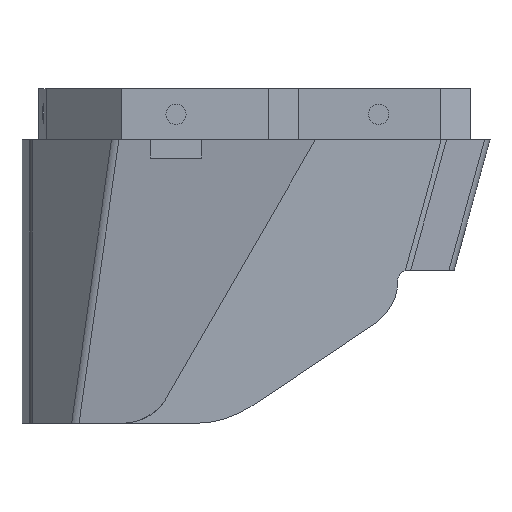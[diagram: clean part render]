
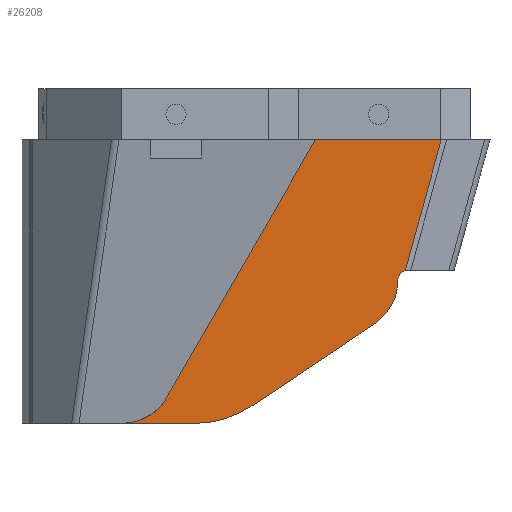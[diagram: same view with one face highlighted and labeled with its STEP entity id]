
A CAD part, left-side view. The second image highlights one B-rep face of the part: STEP entity #26208.
In plain terms, the highlighted planar face has unit normal (-1, 0, 0).
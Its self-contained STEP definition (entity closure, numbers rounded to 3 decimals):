
#23262 = VERTEX_POINT('',#23263);
#23263 = CARTESIAN_POINT('',(-46.,-54.476,25.5));
#23269 = EDGE_CURVE('',#23262,#23270,#23272,.T.);
#23270 = VERTEX_POINT('',#23271);
#23271 = CARTESIAN_POINT('',(-46.,-79.114,25.5));
#23272 = LINE('',#23273,#23274);
#23273 = CARTESIAN_POINT('',(-46.,-54.476,25.5));
#23274 = VECTOR('',#23275,1.);
#23275 = DIRECTION('',(0.,-1.,0.));
#24976 = VERTEX_POINT('',#24977);
#24977 = CARTESIAN_POINT('',(-46.,-30.903,-30.));
#24983 = EDGE_CURVE('',#24984,#24976,#24986,.T.);
#24984 = VERTEX_POINT('',#24985);
#24985 = CARTESIAN_POINT('',(-46.,-16.66,-30.));
#24986 = LINE('',#24987,#24988);
#24987 = CARTESIAN_POINT('',(-46.,-16.66,-30.));
#24988 = VECTOR('',#24989,1.);
#24989 = DIRECTION('',(0.,-1.,0.));
#25899 = VERTEX_POINT('',#25900);
#25900 = CARTESIAN_POINT('',(-46.,-25.32,-25.));
#25906 = EDGE_CURVE('',#25899,#23262,#25907,.T.);
#25907 = LINE('',#25908,#25909);
#25908 = CARTESIAN_POINT('',(-46.,-25.32,-25.));
#25909 = VECTOR('',#25910,1.);
#25910 = DIRECTION('',(0.,-0.5,0.866));
#25924 = EDGE_CURVE('',#25899,#24984,#25925,.T.);
#25925 = CIRCLE('',#25926,10.);
#25926 = AXIS2_PLACEMENT_3D('',#25927,#25928,#25929);
#25927 = CARTESIAN_POINT('',(-46.,-16.66,-20.));
#25928 = DIRECTION('',(1.,0.,0.));
#25929 = DIRECTION('',(0.,1.,0.));
#26152 = VERTEX_POINT('',#26153);
#26153 = CARTESIAN_POINT('',(-46.,-66.184,-10.382));
#26159 = EDGE_CURVE('',#26152,#26160,#26162,.T.);
#26160 = VERTEX_POINT('',#26161);
#26161 = CARTESIAN_POINT('',(-46.,-42.06,-26.598));
#26162 = LINE('',#26163,#26164);
#26163 = CARTESIAN_POINT('',(-46.,-66.184,-10.382));
#26164 = VECTOR('',#26165,1.);
#26165 = DIRECTION('',(0.,0.83,-0.558));
#26208 = ADVANCED_FACE('',(#26209),#26255,.F.);
#26209 = FACE_BOUND('',#26210,.T.);
#26210 = EDGE_LOOP('',(#26211,#26212,#26213,#26214,#26215,#26222,#26223,
    #26232,#26240,#26249));
#26211 = ORIENTED_EDGE('',*,*,#23269,.F.);
#26212 = ORIENTED_EDGE('',*,*,#25906,.F.);
#26213 = ORIENTED_EDGE('',*,*,#25924,.T.);
#26214 = ORIENTED_EDGE('',*,*,#24983,.T.);
#26215 = ORIENTED_EDGE('',*,*,#26216,.F.);
#26216 = EDGE_CURVE('',#26160,#24976,#26217,.T.);
#26217 = CIRCLE('',#26218,20.);
#26218 = AXIS2_PLACEMENT_3D('',#26219,#26220,#26221);
#26219 = CARTESIAN_POINT('',(-46.,-30.903,-10.));
#26220 = DIRECTION('',(1.,0.,0.));
#26221 = DIRECTION('',(0.,1.,0.));
#26222 = ORIENTED_EDGE('',*,*,#26159,.F.);
#26223 = ORIENTED_EDGE('',*,*,#26224,.F.);
#26224 = EDGE_CURVE('',#26225,#26152,#26227,.T.);
#26225 = VERTEX_POINT('',#26226);
#26226 = CARTESIAN_POINT('',(-46.,-70.605,-2.083));
#26227 = CIRCLE('',#26228,10.);
#26228 = AXIS2_PLACEMENT_3D('',#26229,#26230,#26231);
#26229 = CARTESIAN_POINT('',(-46.,-60.605,-2.083));
#26230 = DIRECTION('',(1.,0.,0.));
#26231 = DIRECTION('',(0.,1.,0.));
#26232 = ORIENTED_EDGE('',*,*,#26233,.F.);
#26233 = EDGE_CURVE('',#26234,#26225,#26236,.T.);
#26234 = VERTEX_POINT('',#26235);
#26235 = CARTESIAN_POINT('',(-46.,-70.605,-2.));
#26236 = LINE('',#26237,#26238);
#26237 = CARTESIAN_POINT('',(-46.,-70.605,-2.));
#26238 = VECTOR('',#26239,1.);
#26239 = DIRECTION('',(0.,0.,-1.));
#26240 = ORIENTED_EDGE('',*,*,#26241,.T.);
#26241 = EDGE_CURVE('',#26234,#26242,#26244,.T.);
#26242 = VERTEX_POINT('',#26243);
#26243 = CARTESIAN_POINT('',(-46.,-72.07,-0.073));
#26244 = CIRCLE('',#26245,2.);
#26245 = AXIS2_PLACEMENT_3D('',#26246,#26247,#26248);
#26246 = CARTESIAN_POINT('',(-46.,-72.605,-2.));
#26247 = DIRECTION('',(1.,0.,0.));
#26248 = DIRECTION('',(0.,1.,0.));
#26249 = ORIENTED_EDGE('',*,*,#26250,.T.);
#26250 = EDGE_CURVE('',#26242,#23270,#26251,.T.);
#26251 = LINE('',#26252,#26253);
#26252 = CARTESIAN_POINT('',(-46.,-72.07,-0.073));
#26253 = VECTOR('',#26254,1.);
#26254 = DIRECTION('',(0.,-0.266,0.964));
#26255 = PLANE('',#26256);
#26256 = AXIS2_PLACEMENT_3D('',#26257,#26258,#26259);
#26257 = CARTESIAN_POINT('',(-46.,-8.5,19.5));
#26258 = DIRECTION('',(1.,0.,0.));
#26259 = DIRECTION('',(0.,0.,-1.));
